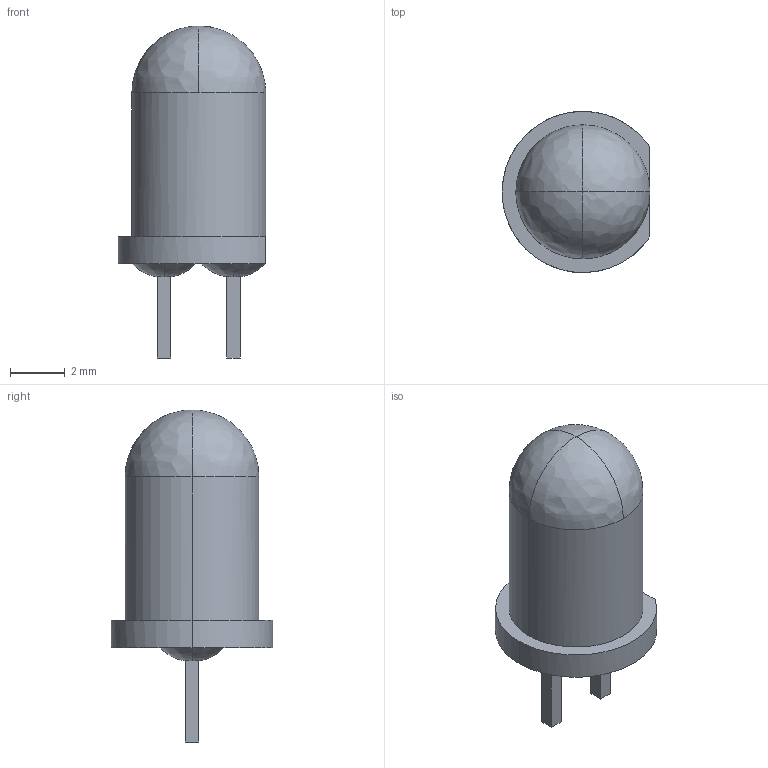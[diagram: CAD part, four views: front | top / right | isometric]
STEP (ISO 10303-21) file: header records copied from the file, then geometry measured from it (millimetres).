
FILE_DESCRIPTION (( 'STEP AP214' ), '1' );
FILE_NAME ('LED 5mm yellow TH.STEP', '2018-11-15T21:16:21', ( '' ), ( '' ), 'SwSTEP 2.0', 'SolidWorks 2018', '' );
FILE_SCHEMA (( 'AUTOMOTIVE_DESIGN' ));
Length unit declared in the file: millimetre
Products named in the file (1): LED 5mm yellow TH
Bounding box: 5.4 x 5.9 x 12.15 mm (x, y, z)
Volume: 159.8 mm3; surface area: 183.9 mm2
Topology: 1 solids, 1 shells, 29 faces, 74 edges, 45 vertices
Faces by surface type: bspline 16, plane 13
Entity records: 1450 total; most frequent: CARTESIAN_POINT 851, ORIENTED_EDGE 140, EDGE_CURVE 70, B_SPLINE_CURVE_WITH_KNOTS 50, VERTEX_POINT 45, EDGE_LOOP 31, FACE_OUTER_BOUND 29, ADVANCED_FACE 29
